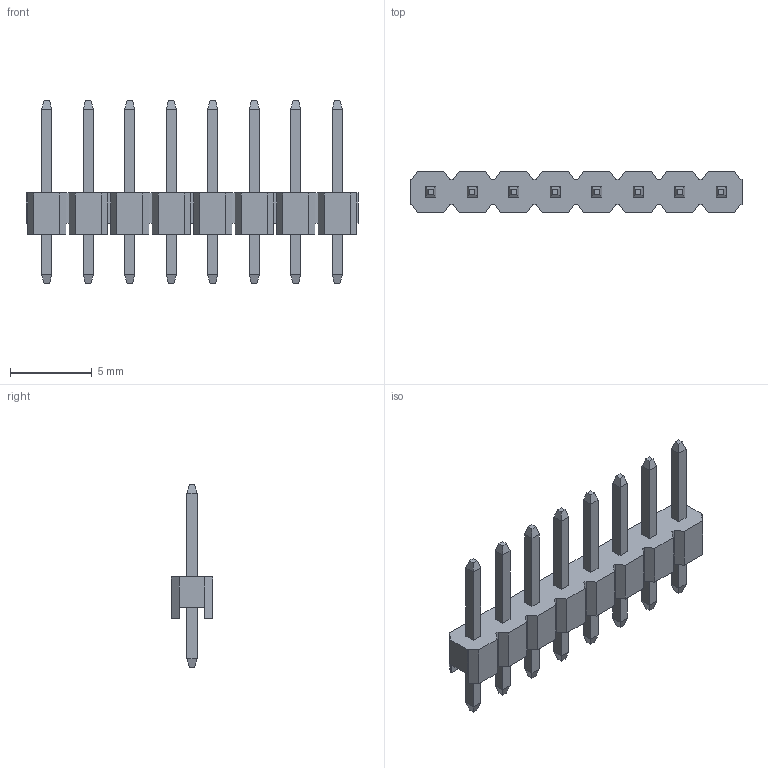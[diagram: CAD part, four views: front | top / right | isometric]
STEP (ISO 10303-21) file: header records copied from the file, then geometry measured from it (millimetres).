
FILE_DESCRIPTION(('FreeCAD Model'),'2;1');
FILE_NAME( '1x8-male-pin-header-gray.step' ,'2016-07-23T10:07:36',('Author'),(''), 'Open CASCADE STEP processor 6.8','FreeCAD','Unknown');
FILE_SCHEMA(('AUTOMOTIVE_DESIGN_CC2 { 1 2 10303 214 -1 1 5 4 }'));
Length unit declared in the file: inch
Products named in the file (2): ASSEMBLY; 1x8-male-pin-header-gray
Assembly tree (1 placements, depth 2):
  ASSEMBLY
    1x8-male-pin-header-gray
Bounding box: 20.32 x 2.54 x 11.2 mm (x, y, z)
Volume: 127.3 mm3; surface area: 429.8 mm2
Topology: 1 solids, 1 shells, 278 faces, 684 edges, 424 vertices
Faces by surface type: plane 214, bspline 64
Entity records: 18645 total; most frequent: CARTESIAN_POINT 3076, DIRECTION 2356, LINE 1924, VECTOR 1924, ORIENTED_EDGE 1368, PCURVE 1368, DEFINITIONAL_REPRESENTATION 1368, EDGE_CURVE 684
